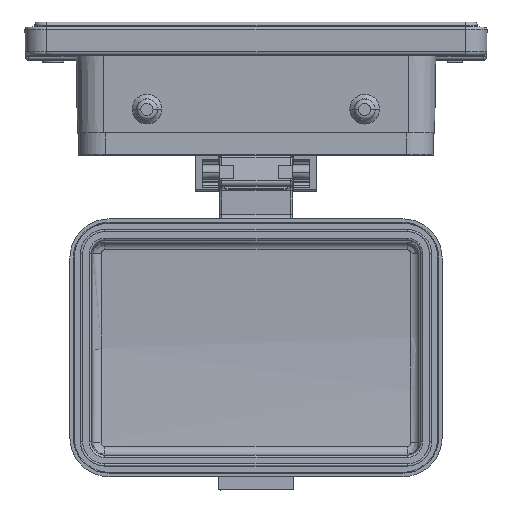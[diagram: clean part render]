
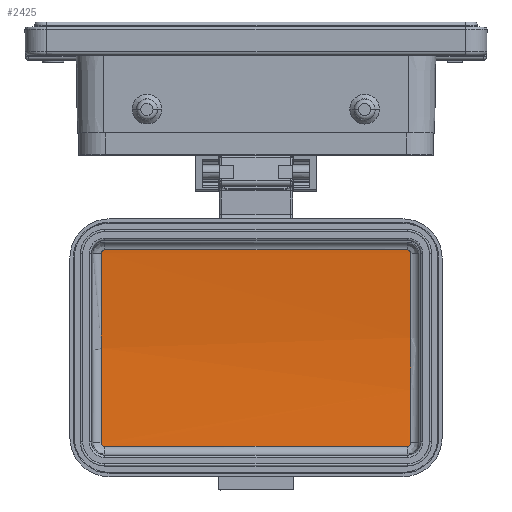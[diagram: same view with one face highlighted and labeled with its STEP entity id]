
A CAD part, top view. The second image highlights one B-rep face of the part: STEP entity #2425.
In plain terms, the highlighted cylindrical face has radius 228.972 mm (diameter 457.944 mm), a partial arc.
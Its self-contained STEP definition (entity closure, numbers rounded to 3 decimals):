
#529=B_SPLINE_CURVE_WITH_KNOTS('',3,(#39252,#39253,#39254,#39255),
 .UNSPECIFIED.,.F.,.F.,(4,4),(0.,1.),.UNSPECIFIED.);
#533=B_SPLINE_CURVE_WITH_KNOTS('',3,(#39295,#39296,#39297,#39298),
 .UNSPECIFIED.,.F.,.F.,(4,4),(0.,1.),.UNSPECIFIED.);
#537=B_SPLINE_CURVE_WITH_KNOTS('',3,(#39335,#39336,#39337,#39338),
 .UNSPECIFIED.,.F.,.F.,(4,4),(0.,1.),.UNSPECIFIED.);
#541=B_SPLINE_CURVE_WITH_KNOTS('',3,(#39382,#39383,#39384,#39385),
 .UNSPECIFIED.,.F.,.F.,(4,4),(0.,1.),.UNSPECIFIED.);
#543=B_SPLINE_CURVE_WITH_KNOTS('',3,(#39414,#39415,#39416,#39417),
 .UNSPECIFIED.,.F.,.F.,(4,4),(0.,1.),.UNSPECIFIED.);
#544=B_SPLINE_CURVE_WITH_KNOTS('',3,(#39419,#39420,#39421,#39422),
 .UNSPECIFIED.,.F.,.F.,(4,4),(0.,1.),.UNSPECIFIED.);
#545=B_SPLINE_CURVE_WITH_KNOTS('',3,(#39424,#39425,#39426,#39427),
 .UNSPECIFIED.,.F.,.F.,(4,4),(0.,1.),.UNSPECIFIED.);
#2425=ADVANCED_FACE('',(#4390),#3740,.F.);
#3740=CYLINDRICAL_SURFACE('',#26376,228.972);
#4390=FACE_OUTER_BOUND('',#5815,.T.);
#5815=EDGE_LOOP('',(#11980,#11981,#11982,#11983,#11984,#11985,#11986,#11987,
#11988));
#7317=LINE('',#39279,#9132);
#7319=LINE('',#39362,#9134);
#9132=VECTOR('',#29516,1.);
#9134=VECTOR('',#29520,1.);
#11980=ORIENTED_EDGE('',*,*,#21652,.T.);
#11981=ORIENTED_EDGE('',*,*,#21649,.F.);
#11982=ORIENTED_EDGE('',*,*,#21646,.T.);
#11983=ORIENTED_EDGE('',*,*,#21656,.F.);
#11984=ORIENTED_EDGE('',*,*,#21636,.T.);
#11985=ORIENTED_EDGE('',*,*,#21639,.F.);
#11986=ORIENTED_EDGE('',*,*,#21642,.T.);
#11987=ORIENTED_EDGE('',*,*,#21655,.F.);
#11988=ORIENTED_EDGE('',*,*,#21654,.F.);
#18975=VERTEX_POINT('',#39238);
#18978=VERTEX_POINT('',#39251);
#18980=VERTEX_POINT('',#39278);
#18982=VERTEX_POINT('',#39294);
#18984=VERTEX_POINT('',#39320);
#18986=VERTEX_POINT('',#39334);
#18987=VERTEX_POINT('',#39359);
#18989=VERTEX_POINT('',#39374);
#18991=VERTEX_POINT('',#39418);
#21636=EDGE_CURVE('',#18975,#18978,#529,.T.);
#21639=EDGE_CURVE('',#18980,#18978,#7317,.T.);
#21642=EDGE_CURVE('',#18980,#18982,#533,.T.);
#21646=EDGE_CURVE('',#18984,#18986,#537,.T.);
#21649=EDGE_CURVE('',#18984,#18987,#7319,.T.);
#21652=EDGE_CURVE('',#18989,#18987,#541,.T.);
#21654=EDGE_CURVE('',#18989,#18991,#543,.T.);
#21655=EDGE_CURVE('',#18991,#18982,#544,.T.);
#21656=EDGE_CURVE('',#18975,#18986,#545,.T.);
#26376=AXIS2_PLACEMENT_3D('',#39428,#29525,#29526);
#29516=DIRECTION('',(1.,0.,0.));
#29520=DIRECTION('',(-1.,0.,0.));
#29525=DIRECTION('',(1.,0.,0.));
#29526=DIRECTION('',(0.,-0.004,-1.));
#39238=CARTESIAN_POINT('',(35.522,-45.305,-51.092));
#39251=CARTESIAN_POINT('',(34.75,-44.524,-51.019));
#39252=CARTESIAN_POINT('',(35.522,-45.305,-51.092));
#39253=CARTESIAN_POINT('',(35.522,-44.875,-51.052));
#39254=CARTESIAN_POINT('',(35.179,-44.526,-51.019));
#39255=CARTESIAN_POINT('',(34.75,-44.524,-51.019));
#39278=CARTESIAN_POINT('',(-34.75,-44.524,-51.019));
#39279=CARTESIAN_POINT('',(-34.75,-44.524,-51.019));
#39294=CARTESIAN_POINT('',(-35.522,-45.305,-51.092));
#39295=CARTESIAN_POINT('',(-34.75,-44.524,-51.019));
#39296=CARTESIAN_POINT('',(-35.173,-44.526,-51.019));
#39297=CARTESIAN_POINT('',(-35.522,-44.869,-51.052));
#39298=CARTESIAN_POINT('',(-35.522,-45.305,-51.092));
#39320=CARTESIAN_POINT('',(34.75,-89.666,-50.861));
#39334=CARTESIAN_POINT('',(35.522,-88.885,-50.939));
#39335=CARTESIAN_POINT('',(34.75,-89.666,-50.861));
#39336=CARTESIAN_POINT('',(35.173,-89.664,-50.861));
#39337=CARTESIAN_POINT('',(35.522,-89.321,-50.896));
#39338=CARTESIAN_POINT('',(35.522,-88.885,-50.939));
#39359=CARTESIAN_POINT('',(-34.75,-89.666,-50.861));
#39362=CARTESIAN_POINT('',(34.75,-89.666,-50.861));
#39374=CARTESIAN_POINT('',(-35.522,-88.885,-50.939));
#39382=CARTESIAN_POINT('',(-35.522,-88.885,-50.939));
#39383=CARTESIAN_POINT('',(-35.522,-89.316,-50.897));
#39384=CARTESIAN_POINT('',(-35.179,-89.664,-50.861));
#39385=CARTESIAN_POINT('',(-34.75,-89.666,-50.861));
#39414=CARTESIAN_POINT('',(-35.522,-88.885,-50.939));
#39415=CARTESIAN_POINT('',(-35.504,-81.646,-51.656));
#39416=CARTESIAN_POINT('',(-35.494,-74.373,-52.028));
#39417=CARTESIAN_POINT('',(-35.494,-67.099,-52.053));
#39418=CARTESIAN_POINT('',(-35.494,-67.099,-52.054));
#39419=CARTESIAN_POINT('',(-35.494,-67.099,-52.053));
#39420=CARTESIAN_POINT('',(-35.494,-59.824,-52.079));
#39421=CARTESIAN_POINT('',(-35.504,-52.549,-51.758));
#39422=CARTESIAN_POINT('',(-35.522,-45.305,-51.092));
#39424=CARTESIAN_POINT('',(35.522,-45.305,-51.092));
#39425=CARTESIAN_POINT('',(35.486,-59.793,-52.424));
#39426=CARTESIAN_POINT('',(35.486,-74.407,-52.373));
#39427=CARTESIAN_POINT('',(35.522,-88.885,-50.939));
#39428=CARTESIAN_POINT('',(42.75,-66.297,176.916));
